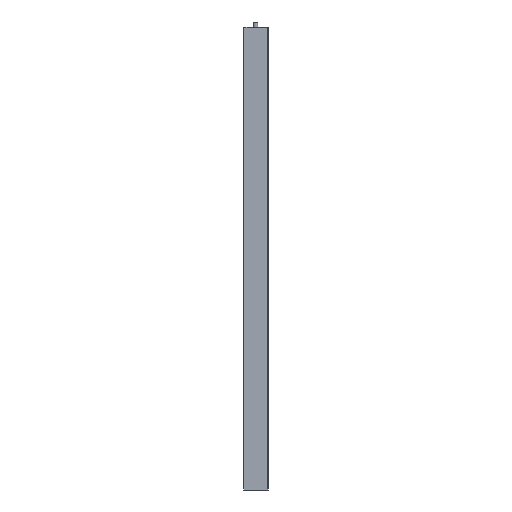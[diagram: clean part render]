
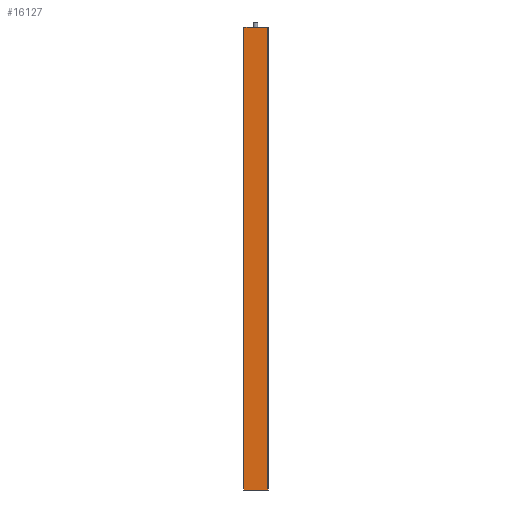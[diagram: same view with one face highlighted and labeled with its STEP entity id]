
A CAD part, left-side view. The second image highlights one B-rep face of the part: STEP entity #16127.
In plain terms, the highlighted planar face has unit normal (-1, 0.024, 0).
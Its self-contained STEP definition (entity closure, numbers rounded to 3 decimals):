
#15 = VECTOR ( 'NONE', #8584, 1000. ) ;
#300 = ORIENTED_EDGE ( 'NONE', *, *, #34468, .F. ) ;
#2228 = CARTESIAN_POINT ( 'NONE',  ( -5.227, 36.312, 354.5 ) ) ;
#2458 = VERTEX_POINT ( 'NONE', #10690 ) ;
#2480 = ORIENTED_EDGE ( 'NONE', *, *, #34691, .T. ) ;
#2759 = DIRECTION ( 'NONE',  ( 0., 0., 1. ) ) ;
#3045 = DIRECTION ( 'NONE',  ( 0.024, 1., 0. ) ) ;
#5328 = LINE ( 'NONE', #16382, #13401 ) ;
#5522 = CARTESIAN_POINT ( 'NONE',  ( -5.227, 36.312, -354.5 ) ) ;
#6166 = VERTEX_POINT ( 'NONE', #2228 ) ;
#6860 = EDGE_CURVE ( 'NONE', #32441, #2458, #22605, .T. ) ;
#8048 = ORIENTED_EDGE ( 'NONE', *, *, #10821, .F. ) ;
#8584 = DIRECTION ( 'NONE',  ( 0., 0., 1. ) ) ;
#10690 = CARTESIAN_POINT ( 'NONE',  ( -6.102, -0.281, 354.5 ) ) ;
#10821 = EDGE_CURVE ( 'NONE', #32441, #20286, #5328, .T. ) ;
#11668 = LINE ( 'NONE', #32459, #32735 ) ;
#11813 = CARTESIAN_POINT ( 'NONE',  ( -6.102, -0.281, -354.5 ) ) ;
#13401 = VECTOR ( 'NONE', #19512, 1000. ) ;
#14054 = AXIS2_PLACEMENT_3D ( 'NONE', #17592, #34583, #3045 ) ;
#14826 = PLANE ( 'NONE',  #14054 ) ;
#16127 = ADVANCED_FACE ( 'NONE', ( #33840 ), #14826, .F. ) ;
#16382 = CARTESIAN_POINT ( 'NONE',  ( -6.102, -0.281, -354.5 ) ) ;
#17592 = CARTESIAN_POINT ( 'NONE',  ( -6.102, -0.281, -354.5 ) ) ;
#18666 = CARTESIAN_POINT ( 'NONE',  ( -5.227, 36.312, -354.5 ) ) ;
#19329 = LINE ( 'NONE', #5522, #29790 ) ;
#19512 = DIRECTION ( 'NONE',  ( 0.024, 1., 0. ) ) ;
#20286 = VERTEX_POINT ( 'NONE', #18666 ) ;
#21360 = DIRECTION ( 'NONE',  ( 0.024, 1., 0. ) ) ;
#22605 = LINE ( 'NONE', #33869, #15 ) ;
#26863 = ORIENTED_EDGE ( 'NONE', *, *, #6860, .T. ) ;
#29790 = VECTOR ( 'NONE', #2759, 1000. ) ;
#31307 = EDGE_LOOP ( 'NONE', ( #2480, #300, #8048, #26863 ) ) ;
#32441 = VERTEX_POINT ( 'NONE', #11813 ) ;
#32459 = CARTESIAN_POINT ( 'NONE',  ( -6.102, -0.281, 354.5 ) ) ;
#32735 = VECTOR ( 'NONE', #21360, 1000. ) ;
#33840 = FACE_OUTER_BOUND ( 'NONE', #31307, .T. ) ;
#33869 = CARTESIAN_POINT ( 'NONE',  ( -6.102, -0.281, -354.5 ) ) ;
#34468 = EDGE_CURVE ( 'NONE', #20286, #6166, #19329, .T. ) ;
#34583 = DIRECTION ( 'NONE',  ( 1., -0.024, 0. ) ) ;
#34691 = EDGE_CURVE ( 'NONE', #2458, #6166, #11668, .T. ) ;
